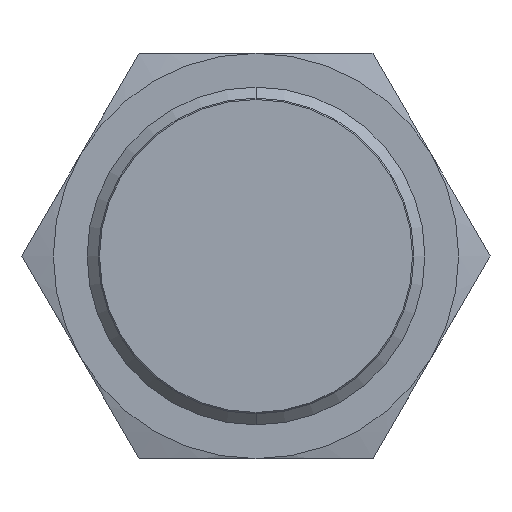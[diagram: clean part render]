
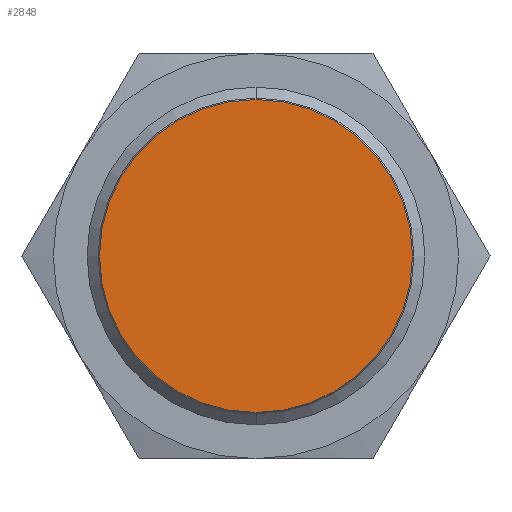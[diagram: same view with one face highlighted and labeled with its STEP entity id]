
A CAD part, left-side view. The second image highlights one B-rep face of the part: STEP entity #2848.
In plain terms, the highlighted planar face has unit normal (-1, 0, 0).
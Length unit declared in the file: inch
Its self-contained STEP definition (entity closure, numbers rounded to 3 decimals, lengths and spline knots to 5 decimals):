
#131 = FACE_OUTER_BOUND ( 'NONE', #3977, .T. ) ;
#2321 = ORIENTED_EDGE ( 'NONE', *, *, #13504, .F. ) ;
#2551 = AXIS2_PLACEMENT_3D ( 'NONE', #9326, #12740, #6083 ) ;
#2562 = AXIS2_PLACEMENT_3D ( 'NONE', #13795, #7977, #11383 ) ;
#2848 = ADVANCED_FACE ( 'NONE', ( #131 ), #4876, .T. ) ;
#2947 = CARTESIAN_POINT ( 'NONE',  ( 0., 0., -0.54724 ) ) ;
#3870 = CARTESIAN_POINT ( 'NONE',  ( 0., 0., 0. ) ) ;
#3977 = EDGE_LOOP ( 'NONE', ( #8457, #2321 ) ) ;
#4876 = PLANE ( 'NONE',  #2551 ) ;
#4890 = VERTEX_POINT ( 'NONE', #2947 ) ;
#6083 = DIRECTION ( 'NONE',  ( 0., 0., 1. ) ) ;
#7977 = DIRECTION ( 'NONE',  ( 1., 0., 0. ) ) ;
#8457 = ORIENTED_EDGE ( 'NONE', *, *, #13268, .F. ) ;
#9107 = VERTEX_POINT ( 'NONE', #13098 ) ;
#9312 = CIRCLE ( 'NONE', #2562, 0.54724 ) ;
#9326 = CARTESIAN_POINT ( 'NONE',  ( 0., 0., 0. ) ) ;
#9429 = DIRECTION ( 'NONE',  ( 1., 0., 0. ) ) ;
#11383 = DIRECTION ( 'NONE',  ( 0., 0., 1. ) ) ;
#11774 = DIRECTION ( 'NONE',  ( 0., 0., 1. ) ) ;
#12460 = CIRCLE ( 'NONE', #14867, 0.54724 ) ;
#12740 = DIRECTION ( 'NONE',  ( -1., 0., 0. ) ) ;
#13098 = CARTESIAN_POINT ( 'NONE',  ( 0., 0., 0.54724 ) ) ;
#13268 = EDGE_CURVE ( 'NONE', #4890, #9107, #12460, .T. ) ;
#13504 = EDGE_CURVE ( 'NONE', #9107, #4890, #9312, .T. ) ;
#13795 = CARTESIAN_POINT ( 'NONE',  ( 0., 0., 0. ) ) ;
#14867 = AXIS2_PLACEMENT_3D ( 'NONE', #3870, #9429, #11774 ) ;
